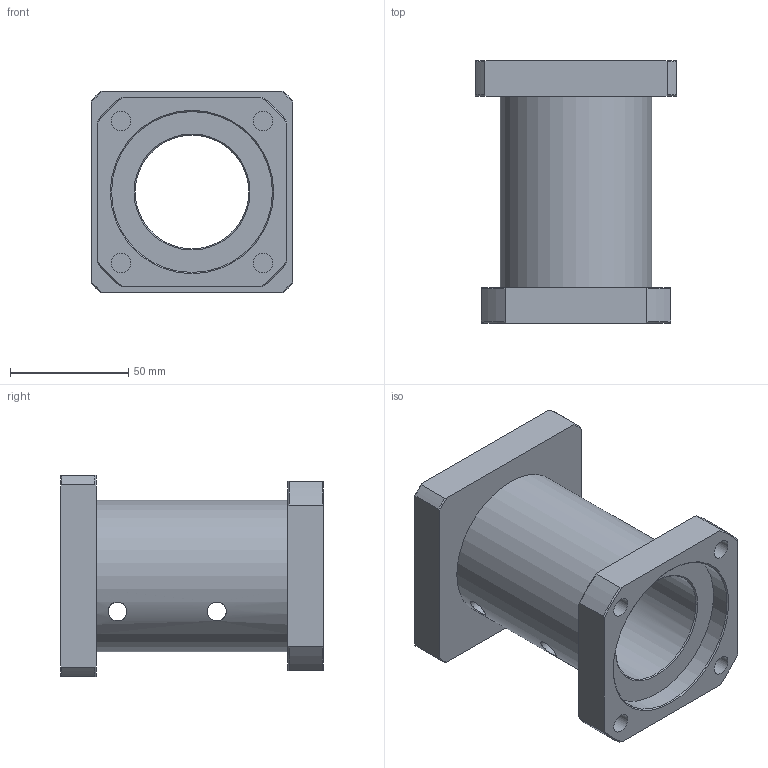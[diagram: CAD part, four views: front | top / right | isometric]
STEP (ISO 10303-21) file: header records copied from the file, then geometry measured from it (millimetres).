
FILE_DESCRIPTION(/* description */ (''),/* implementation_level */ '2;1');
FILE_NAME(/* name */ 'VK CTV 200 MTV110 85 X 85 GESM1924.stp',/* time_stamp */ '2017-08-23T08:57:14+02:00',/* author */ ('PVeber'),/* organization */ (''),/* preprocessor_version */ 'ST-DEVELOPER v16.1',/* originating_system */ 'Autodesk Inventor 2016',/* authorisation */ '');
FILE_SCHEMA (('AUTOMOTIVE_DESIGN { 1 0 10303 214 3 1 1 }'));
Length unit declared in the file: millimetre
Products named in the file (1): VK CTV 200 MTV110 85 X 85 GESM1924
Bounding box: 85 x 111 x 85 mm (x, y, z)
Volume: 240296.8 mm3; surface area: 61209.3 mm2
Topology: 1 solids, 1 shells, 50 faces, 137 edges, 92 vertices
Faces by surface type: cylinder 19, cone 18, plane 13
Full cylindrical faces by diameter (mm): 8 x4, 8.2 x4, 48 x1, 64 x1, 68 x1
Entity records: 1853 total; most frequent: CARTESIAN_POINT 603, ORIENTED_EDGE 240, DIRECTION 230, EDGE_CURVE 120, AXIS2_PLACEMENT_3D 99, VERTEX_POINT 88, EDGE_LOOP 84, STYLED_ITEM 51
